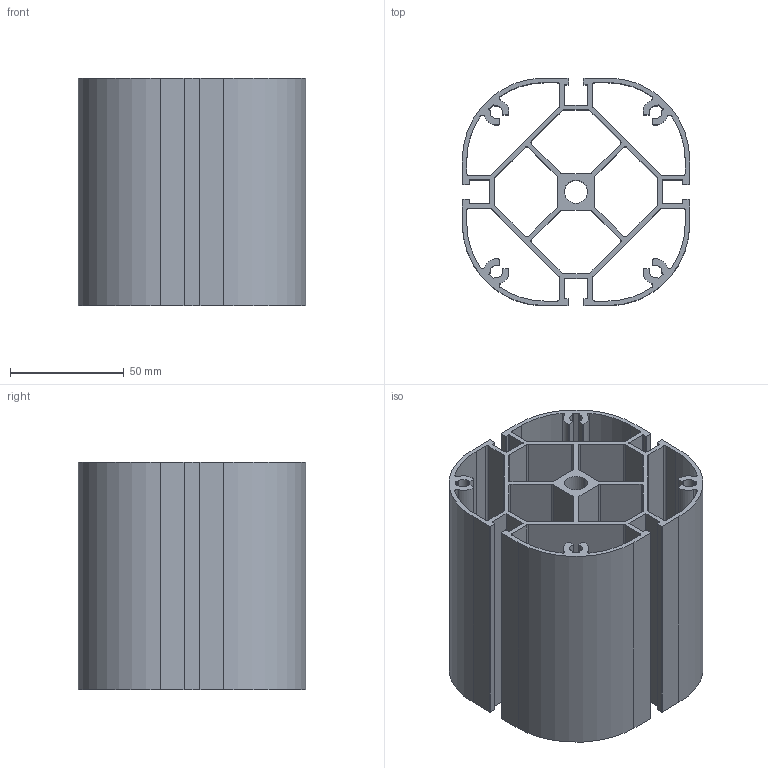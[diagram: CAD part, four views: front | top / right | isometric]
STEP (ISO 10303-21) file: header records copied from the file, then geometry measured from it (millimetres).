
FILE_DESCRIPTION (( 'STEP AP203' ), '1' );
FILE_NAME ('PS100.step', '2023-05-12T09:14:34', ( '' ), ( '' ), 'SwSTEP 2.0', 'SolidWorks 2021', '' );
FILE_SCHEMA (( 'CONFIG_CONTROL_DESIGN' ));
Length unit declared in the file: millimetre
Products named in the file (1): PS100
Bounding box: 100 x 100 x 100 mm (x, y, z)
Volume: 178399.4 mm3; surface area: 158241.9 mm2
Topology: 1 solids, 1 shells, 260 faces, 774 edges, 516 vertices
Faces by surface type: cylinder 158, plane 102
Entity records: 8967 total; most frequent: DIRECTION 1612, CARTESIAN_POINT 1551, ORIENTED_EDGE 1548, EDGE_CURVE 774, AXIS2_PLACEMENT_3D 577, VERTEX_POINT 516, LINE 458, VECTOR 458
